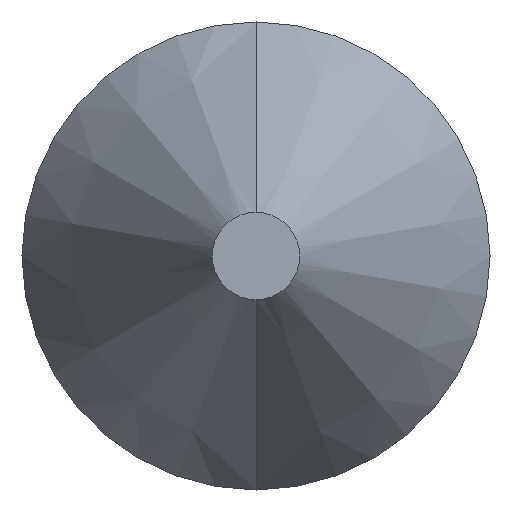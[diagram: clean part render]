
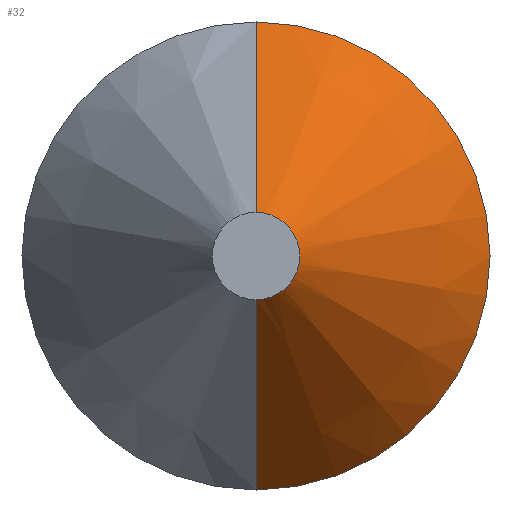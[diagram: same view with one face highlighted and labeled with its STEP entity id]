
A CAD part, front view. The second image highlights one B-rep face of the part: STEP entity #32.
In plain terms, the highlighted conical face has half-angle 30 degrees and reference radius 0.889 mm.
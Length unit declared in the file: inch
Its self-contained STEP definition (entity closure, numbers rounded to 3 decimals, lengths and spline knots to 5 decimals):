
#1 = AXIS2_PLACEMENT_3D ( 'NONE', #124, #24, #252 ) ;
#24 = DIRECTION ( 'NONE',  ( 0., 1., 0. ) ) ;
#30 = VECTOR ( 'NONE', #108, 39.37008 ) ;
#32 = ADVANCED_FACE ( 'NONE', ( #71 ), #126, .T. ) ;
#42 = CARTESIAN_POINT ( 'NONE',  ( 0., 0.26414, 0. ) ) ;
#47 = DIRECTION ( 'NONE',  ( 0., -1., 0. ) ) ;
#52 = EDGE_CURVE ( 'NONE', #115, #119, #308, .T. ) ;
#53 = CARTESIAN_POINT ( 'NONE',  ( 0., 0., -0.035 ) ) ;
#61 = CIRCLE ( 'NONE', #74, 0.035 ) ;
#63 = DIRECTION ( 'NONE',  ( 0., 0., -1. ) ) ;
#65 = VERTEX_POINT ( 'NONE', #185 ) ;
#71 = FACE_OUTER_BOUND ( 'NONE', #217, .T. ) ;
#73 = DIRECTION ( 'NONE',  ( 0., -1., 0. ) ) ;
#74 = AXIS2_PLACEMENT_3D ( 'NONE', #256, #73, #232 ) ;
#108 = DIRECTION ( 'NONE',  ( 0., 0.866, -0.5 ) ) ;
#109 = CARTESIAN_POINT ( 'NONE',  ( 0., 0., 0.035 ) ) ;
#110 = LINE ( 'NONE', #109, #138 ) ;
#115 = VERTEX_POINT ( 'NONE', #154 ) ;
#119 = VERTEX_POINT ( 'NONE', #282 ) ;
#124 = CARTESIAN_POINT ( 'NONE',  ( 0., 0., 0. ) ) ;
#126 = CONICAL_SURFACE ( 'NONE', #1, 0.035, 0.524 ) ;
#134 = EDGE_CURVE ( 'NONE', #115, #65, #61, .T. ) ;
#138 = VECTOR ( 'NONE', #301, 39.37008 ) ;
#141 = ORIENTED_EDGE ( 'NONE', *, *, #176, .F. ) ;
#154 = CARTESIAN_POINT ( 'NONE',  ( 0., 0., -0.035 ) ) ;
#155 = AXIS2_PLACEMENT_3D ( 'NONE', #42, #47, #63 ) ;
#172 = CARTESIAN_POINT ( 'NONE',  ( 0., 0.26414, 0.1875 ) ) ;
#176 = EDGE_CURVE ( 'NONE', #65, #214, #110, .T. ) ;
#185 = CARTESIAN_POINT ( 'NONE',  ( 0., 0., 0.035 ) ) ;
#187 = ORIENTED_EDGE ( 'NONE', *, *, #134, .F. ) ;
#214 = VERTEX_POINT ( 'NONE', #172 ) ;
#217 = EDGE_LOOP ( 'NONE', ( #187, #296, #219, #141 ) ) ;
#219 = ORIENTED_EDGE ( 'NONE', *, *, #270, .T. ) ;
#232 = DIRECTION ( 'NONE',  ( 0., 0., -1. ) ) ;
#252 = DIRECTION ( 'NONE',  ( 0., 0., 1. ) ) ;
#256 = CARTESIAN_POINT ( 'NONE',  ( 0., 0., 0. ) ) ;
#270 = EDGE_CURVE ( 'NONE', #119, #214, #293, .T. ) ;
#282 = CARTESIAN_POINT ( 'NONE',  ( 0., 0.26414, -0.1875 ) ) ;
#293 = CIRCLE ( 'NONE', #155, 0.1875 ) ;
#296 = ORIENTED_EDGE ( 'NONE', *, *, #52, .T. ) ;
#301 = DIRECTION ( 'NONE',  ( 0., 0.866, 0.5 ) ) ;
#308 = LINE ( 'NONE', #53, #30 ) ;
